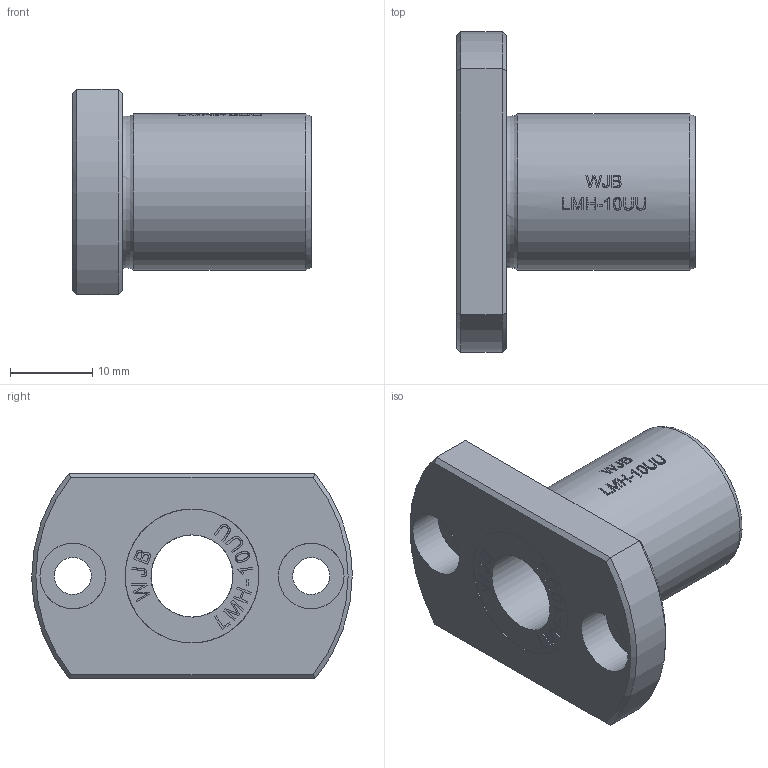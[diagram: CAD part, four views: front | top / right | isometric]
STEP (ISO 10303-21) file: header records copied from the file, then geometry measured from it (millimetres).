
FILE_DESCRIPTION(/* description */ (''),/* implementation_level */ '2;1');
FILE_NAME(/* name */ 'WJB-LMH-10UU.stp',/* time_stamp */ '2018-09-11T17:28:28+08:00',/* author */ (''),/* organization */ (''),/* preprocessor_version */ 'ST-DEVELOPER v11',/* originating_system */ 'SIEMENS UGS NX 6.0',/* authorisation */ '');
FILE_SCHEMA (('CONFIG_CONTROL_DESIGN'));
Length unit declared in the file: millimetre
Products named in the file (1): WJB-LMH-10UU
Bounding box: 29 x 39 x 25 mm (x, y, z)
Volume: 9092.5 mm3; surface area: 4781 mm2
Topology: 1 solids, 1 shells, 326 faces, 841 edges, 564 vertices
Faces by surface type: plane 212, extrusion 84, cylinder 24, cone 4, torus 2
Full cylindrical faces by diameter (mm): 4.5 x2, 8 x2, 10 x1, 16.3 x2, 19 x1
Entity records: 12736 total; most frequent: CARTESIAN_POINT 5313, ORIENTED_EDGE 1662, DIRECTION 1117, EDGE_CURVE 831, VERTEX_POINT 564, VECTOR 511, B_SPLINE_CURVE_WITH_KNOTS 428, LINE 427
